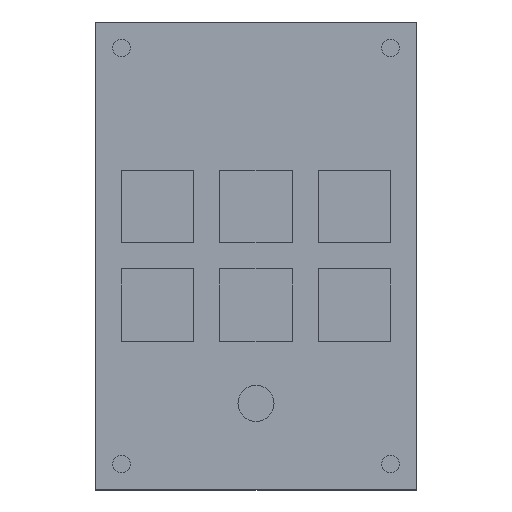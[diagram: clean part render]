
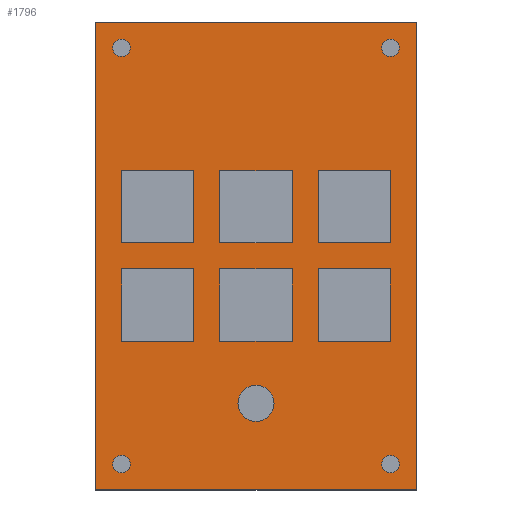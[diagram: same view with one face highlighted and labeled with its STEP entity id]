
A CAD part, top view. The second image highlights one B-rep face of the part: STEP entity #1796.
In plain terms, the highlighted planar face has unit normal (0, 0, 1).
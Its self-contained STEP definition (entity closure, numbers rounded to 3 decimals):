
#31=FACE_BOUND('',#305,.T.);
#32=FACE_BOUND('',#306,.T.);
#33=FACE_BOUND('',#307,.T.);
#34=FACE_BOUND('',#308,.T.);
#35=FACE_BOUND('',#309,.T.);
#36=FACE_BOUND('',#310,.T.);
#37=FACE_BOUND('',#311,.T.);
#38=FACE_BOUND('',#312,.T.);
#39=FACE_BOUND('',#313,.T.);
#40=FACE_BOUND('',#314,.T.);
#41=FACE_BOUND('',#315,.T.);
#106=CIRCLE('',#1929,3.5);
#108=CIRCLE('',#1932,1.7);
#110=CIRCLE('',#1939,1.7);
#112=CIRCLE('',#1950,1.7);
#114=CIRCLE('',#1953,1.7);
#207=FACE_OUTER_BOUND('',#304,.T.);
#304=EDGE_LOOP('',(#1567,#1568,#1569,#1570));
#305=EDGE_LOOP('',(#1571));
#306=EDGE_LOOP('',(#1572));
#307=EDGE_LOOP('',(#1573,#1574,#1575,#1576));
#308=EDGE_LOOP('',(#1577,#1578,#1579,#1580));
#309=EDGE_LOOP('',(#1581));
#310=EDGE_LOOP('',(#1582,#1583,#1584,#1585));
#311=EDGE_LOOP('',(#1586));
#312=EDGE_LOOP('',(#1587));
#313=EDGE_LOOP('',(#1588,#1589,#1590,#1591));
#314=EDGE_LOOP('',(#1592,#1593,#1594,#1595));
#315=EDGE_LOOP('',(#1596,#1597,#1598,#1599));
#446=LINE('',#2752,#651);
#449=LINE('',#2758,#654);
#452=LINE('',#2764,#657);
#455=LINE('',#2768,#660);
#458=LINE('',#2776,#663);
#461=LINE('',#2782,#666);
#464=LINE('',#2788,#669);
#467=LINE('',#2792,#672);
#470=LINE('',#2800,#675);
#473=LINE('',#2806,#678);
#476=LINE('',#2812,#681);
#479=LINE('',#2816,#684);
#484=LINE('',#2836,#689);
#487=LINE('',#2842,#692);
#490=LINE('',#2848,#695);
#493=LINE('',#2852,#698);
#497=LINE('',#2866,#702);
#500=LINE('',#2872,#705);
#503=LINE('',#2878,#708);
#506=LINE('',#2882,#711);
#509=LINE('',#2890,#714);
#512=LINE('',#2896,#717);
#515=LINE('',#2902,#720);
#518=LINE('',#2906,#723);
#523=LINE('',#2926,#728);
#526=LINE('',#2932,#731);
#529=LINE('',#2938,#734);
#532=LINE('',#2942,#737);
#651=VECTOR('',#2269,10.);
#654=VECTOR('',#2274,10.);
#657=VECTOR('',#2279,10.);
#660=VECTOR('',#2284,10.);
#663=VECTOR('',#2289,10.);
#666=VECTOR('',#2294,10.);
#669=VECTOR('',#2299,10.);
#672=VECTOR('',#2304,10.);
#675=VECTOR('',#2309,10.);
#678=VECTOR('',#2314,10.);
#681=VECTOR('',#2319,10.);
#684=VECTOR('',#2324,10.);
#689=VECTOR('',#2343,10.);
#692=VECTOR('',#2348,10.);
#695=VECTOR('',#2353,10.);
#698=VECTOR('',#2358,10.);
#702=VECTOR('',#2370,10.);
#705=VECTOR('',#2375,10.);
#708=VECTOR('',#2380,10.);
#711=VECTOR('',#2385,10.);
#714=VECTOR('',#2390,10.);
#717=VECTOR('',#2395,10.);
#720=VECTOR('',#2400,10.);
#723=VECTOR('',#2405,10.);
#728=VECTOR('',#2424,10.);
#731=VECTOR('',#2429,10.);
#734=VECTOR('',#2434,10.);
#737=VECTOR('',#2439,10.);
#828=VERTEX_POINT('',#2749);
#829=VERTEX_POINT('',#2751);
#831=VERTEX_POINT('',#2757);
#833=VERTEX_POINT('',#2763);
#836=VERTEX_POINT('',#2773);
#837=VERTEX_POINT('',#2775);
#839=VERTEX_POINT('',#2781);
#841=VERTEX_POINT('',#2787);
#844=VERTEX_POINT('',#2797);
#845=VERTEX_POINT('',#2799);
#847=VERTEX_POINT('',#2805);
#849=VERTEX_POINT('',#2811);
#850=VERTEX_POINT('',#2818);
#852=VERTEX_POINT('',#2824);
#856=VERTEX_POINT('',#2833);
#857=VERTEX_POINT('',#2835);
#859=VERTEX_POINT('',#2841);
#861=VERTEX_POINT('',#2847);
#862=VERTEX_POINT('',#2854);
#866=VERTEX_POINT('',#2863);
#867=VERTEX_POINT('',#2865);
#869=VERTEX_POINT('',#2871);
#871=VERTEX_POINT('',#2877);
#874=VERTEX_POINT('',#2887);
#875=VERTEX_POINT('',#2889);
#877=VERTEX_POINT('',#2895);
#879=VERTEX_POINT('',#2901);
#880=VERTEX_POINT('',#2908);
#882=VERTEX_POINT('',#2914);
#886=VERTEX_POINT('',#2923);
#887=VERTEX_POINT('',#2925);
#889=VERTEX_POINT('',#2931);
#891=VERTEX_POINT('',#2937);
#1042=EDGE_CURVE('',#829,#828,#446,.T.);
#1045=EDGE_CURVE('',#831,#829,#449,.T.);
#1048=EDGE_CURVE('',#833,#831,#452,.T.);
#1051=EDGE_CURVE('',#828,#833,#455,.T.);
#1054=EDGE_CURVE('',#837,#836,#458,.T.);
#1057=EDGE_CURVE('',#839,#837,#461,.T.);
#1060=EDGE_CURVE('',#841,#839,#464,.T.);
#1063=EDGE_CURVE('',#836,#841,#467,.T.);
#1066=EDGE_CURVE('',#845,#844,#470,.T.);
#1069=EDGE_CURVE('',#847,#845,#473,.T.);
#1072=EDGE_CURVE('',#849,#847,#476,.T.);
#1075=EDGE_CURVE('',#844,#849,#479,.T.);
#1076=EDGE_CURVE('',#850,#850,#106,.T.);
#1079=EDGE_CURVE('',#852,#852,#108,.T.);
#1084=EDGE_CURVE('',#857,#856,#484,.T.);
#1087=EDGE_CURVE('',#859,#857,#487,.T.);
#1090=EDGE_CURVE('',#861,#859,#490,.T.);
#1093=EDGE_CURVE('',#856,#861,#493,.T.);
#1094=EDGE_CURVE('',#862,#862,#110,.T.);
#1099=EDGE_CURVE('',#867,#866,#497,.T.);
#1102=EDGE_CURVE('',#869,#867,#500,.T.);
#1105=EDGE_CURVE('',#871,#869,#503,.T.);
#1108=EDGE_CURVE('',#866,#871,#506,.T.);
#1111=EDGE_CURVE('',#875,#874,#509,.T.);
#1114=EDGE_CURVE('',#877,#875,#512,.T.);
#1117=EDGE_CURVE('',#879,#877,#515,.T.);
#1120=EDGE_CURVE('',#874,#879,#518,.T.);
#1121=EDGE_CURVE('',#880,#880,#112,.T.);
#1124=EDGE_CURVE('',#882,#882,#114,.T.);
#1129=EDGE_CURVE('',#887,#886,#523,.T.);
#1132=EDGE_CURVE('',#889,#887,#526,.T.);
#1135=EDGE_CURVE('',#891,#889,#529,.T.);
#1138=EDGE_CURVE('',#886,#891,#532,.T.);
#1567=ORIENTED_EDGE('',*,*,#1138,.T.);
#1568=ORIENTED_EDGE('',*,*,#1135,.T.);
#1569=ORIENTED_EDGE('',*,*,#1132,.T.);
#1570=ORIENTED_EDGE('',*,*,#1129,.T.);
#1571=ORIENTED_EDGE('',*,*,#1124,.T.);
#1572=ORIENTED_EDGE('',*,*,#1121,.T.);
#1573=ORIENTED_EDGE('',*,*,#1120,.T.);
#1574=ORIENTED_EDGE('',*,*,#1117,.T.);
#1575=ORIENTED_EDGE('',*,*,#1114,.T.);
#1576=ORIENTED_EDGE('',*,*,#1111,.T.);
#1577=ORIENTED_EDGE('',*,*,#1108,.T.);
#1578=ORIENTED_EDGE('',*,*,#1105,.T.);
#1579=ORIENTED_EDGE('',*,*,#1102,.T.);
#1580=ORIENTED_EDGE('',*,*,#1099,.T.);
#1581=ORIENTED_EDGE('',*,*,#1094,.T.);
#1582=ORIENTED_EDGE('',*,*,#1093,.T.);
#1583=ORIENTED_EDGE('',*,*,#1090,.T.);
#1584=ORIENTED_EDGE('',*,*,#1087,.T.);
#1585=ORIENTED_EDGE('',*,*,#1084,.T.);
#1586=ORIENTED_EDGE('',*,*,#1079,.T.);
#1587=ORIENTED_EDGE('',*,*,#1076,.T.);
#1588=ORIENTED_EDGE('',*,*,#1075,.T.);
#1589=ORIENTED_EDGE('',*,*,#1072,.T.);
#1590=ORIENTED_EDGE('',*,*,#1069,.T.);
#1591=ORIENTED_EDGE('',*,*,#1066,.T.);
#1592=ORIENTED_EDGE('',*,*,#1063,.T.);
#1593=ORIENTED_EDGE('',*,*,#1060,.T.);
#1594=ORIENTED_EDGE('',*,*,#1057,.T.);
#1595=ORIENTED_EDGE('',*,*,#1054,.T.);
#1596=ORIENTED_EDGE('',*,*,#1051,.T.);
#1597=ORIENTED_EDGE('',*,*,#1048,.T.);
#1598=ORIENTED_EDGE('',*,*,#1045,.T.);
#1599=ORIENTED_EDGE('',*,*,#1042,.T.);
#1703=PLANE('',#1959);
#1796=ADVANCED_FACE('',(#207,#31,#32,#33,#34,#35,#36,#37,#38,#39,#40,#41),
#1703,.T.);
#1929=AXIS2_PLACEMENT_3D('',#2819,#2327,#2328);
#1932=AXIS2_PLACEMENT_3D('',#2825,#2334,#2335);
#1939=AXIS2_PLACEMENT_3D('',#2855,#2361,#2362);
#1950=AXIS2_PLACEMENT_3D('',#2909,#2408,#2409);
#1953=AXIS2_PLACEMENT_3D('',#2915,#2415,#2416);
#1959=AXIS2_PLACEMENT_3D('',#2943,#2440,#2441);
#2269=DIRECTION('',(1.,0.,0.));
#2274=DIRECTION('',(0.,1.,0.));
#2279=DIRECTION('',(-1.,0.,0.));
#2284=DIRECTION('',(0.,-1.,0.));
#2289=DIRECTION('',(1.,0.,0.));
#2294=DIRECTION('',(0.,1.,0.));
#2299=DIRECTION('',(-1.,0.,0.));
#2304=DIRECTION('',(0.,-1.,0.));
#2309=DIRECTION('',(1.,0.,0.));
#2314=DIRECTION('',(0.,1.,0.));
#2319=DIRECTION('',(-1.,0.,0.));
#2324=DIRECTION('',(0.,-1.,0.));
#2327=DIRECTION('center_axis',(0.,0.,-1.));
#2328=DIRECTION('ref_axis',(1.,0.,0.));
#2334=DIRECTION('center_axis',(0.,0.,-1.));
#2335=DIRECTION('ref_axis',(1.,0.,0.));
#2343=DIRECTION('',(1.,0.,0.));
#2348=DIRECTION('',(0.,1.,0.));
#2353=DIRECTION('',(-1.,0.,0.));
#2358=DIRECTION('',(0.,-1.,0.));
#2361=DIRECTION('center_axis',(0.,0.,-1.));
#2362=DIRECTION('ref_axis',(1.,0.,0.));
#2370=DIRECTION('',(1.,0.,0.));
#2375=DIRECTION('',(0.,1.,0.));
#2380=DIRECTION('',(-1.,0.,0.));
#2385=DIRECTION('',(0.,-1.,0.));
#2390=DIRECTION('',(1.,0.,0.));
#2395=DIRECTION('',(0.,1.,0.));
#2400=DIRECTION('',(-1.,0.,0.));
#2405=DIRECTION('',(0.,-1.,0.));
#2408=DIRECTION('center_axis',(0.,0.,-1.));
#2409=DIRECTION('ref_axis',(1.,0.,0.));
#2415=DIRECTION('center_axis',(0.,0.,-1.));
#2416=DIRECTION('ref_axis',(1.,0.,0.));
#2424=DIRECTION('',(-1.,0.,0.));
#2429=DIRECTION('',(0.,1.,0.));
#2434=DIRECTION('',(1.,0.,0.));
#2439=DIRECTION('',(0.,-1.,0.));
#2440=DIRECTION('center_axis',(0.,0.,1.));
#2441=DIRECTION('ref_axis',(1.,0.,0.));
#2749=CARTESIAN_POINT('',(7.,16.525,1.5));
#2751=CARTESIAN_POINT('',(-7.,16.525,1.5));
#2752=CARTESIAN_POINT('',(7.,16.525,1.5));
#2757=CARTESIAN_POINT('',(-7.,2.525,1.5));
#2758=CARTESIAN_POINT('',(-7.,16.525,1.5));
#2763=CARTESIAN_POINT('',(7.,2.525,1.5));
#2764=CARTESIAN_POINT('',(-7.,2.525,1.5));
#2768=CARTESIAN_POINT('',(7.,2.525,1.5));
#2773=CARTESIAN_POINT('',(26.05,-2.525,1.5));
#2775=CARTESIAN_POINT('',(12.05,-2.525,1.5));
#2776=CARTESIAN_POINT('',(26.05,-2.525,1.5));
#2781=CARTESIAN_POINT('',(12.05,-16.525,1.5));
#2782=CARTESIAN_POINT('',(12.05,-2.525,1.5));
#2787=CARTESIAN_POINT('',(26.05,-16.525,1.5));
#2788=CARTESIAN_POINT('',(12.05,-16.525,1.5));
#2792=CARTESIAN_POINT('',(26.05,-16.525,1.5));
#2797=CARTESIAN_POINT('',(-12.05,-2.525,1.5));
#2799=CARTESIAN_POINT('',(-26.05,-2.525,1.5));
#2800=CARTESIAN_POINT('',(-12.05,-2.525,1.5));
#2805=CARTESIAN_POINT('',(-26.05,-16.525,1.5));
#2806=CARTESIAN_POINT('',(-26.05,-2.525,1.5));
#2811=CARTESIAN_POINT('',(-12.05,-16.525,1.5));
#2812=CARTESIAN_POINT('',(-26.05,-16.525,1.5));
#2816=CARTESIAN_POINT('',(-12.05,-16.525,1.5));
#2818=CARTESIAN_POINT('',(-3.5,-28.575,1.5));
#2819=CARTESIAN_POINT('Origin',(0.,-28.575,1.5));
#2824=CARTESIAN_POINT('',(24.375,40.363,1.5));
#2825=CARTESIAN_POINT('Origin',(26.075,40.363,1.5));
#2833=CARTESIAN_POINT('',(7.,-2.525,1.5));
#2835=CARTESIAN_POINT('',(-7.,-2.525,1.5));
#2836=CARTESIAN_POINT('',(7.,-2.525,1.5));
#2841=CARTESIAN_POINT('',(-7.,-16.525,1.5));
#2842=CARTESIAN_POINT('',(-7.,-2.525,1.5));
#2847=CARTESIAN_POINT('',(7.,-16.525,1.5));
#2848=CARTESIAN_POINT('',(-7.,-16.525,1.5));
#2852=CARTESIAN_POINT('',(7.,-16.525,1.5));
#2854=CARTESIAN_POINT('',(24.375,-40.363,1.5));
#2855=CARTESIAN_POINT('Origin',(26.075,-40.363,1.5));
#2863=CARTESIAN_POINT('',(26.05,16.525,1.5));
#2865=CARTESIAN_POINT('',(12.05,16.525,1.5));
#2866=CARTESIAN_POINT('',(26.05,16.525,1.5));
#2871=CARTESIAN_POINT('',(12.05,2.525,1.5));
#2872=CARTESIAN_POINT('',(12.05,16.525,1.5));
#2877=CARTESIAN_POINT('',(26.05,2.525,1.5));
#2878=CARTESIAN_POINT('',(12.05,2.525,1.5));
#2882=CARTESIAN_POINT('',(26.05,2.525,1.5));
#2887=CARTESIAN_POINT('',(-12.05,16.525,1.5));
#2889=CARTESIAN_POINT('',(-26.05,16.525,1.5));
#2890=CARTESIAN_POINT('',(-12.05,16.525,1.5));
#2895=CARTESIAN_POINT('',(-26.05,2.525,1.5));
#2896=CARTESIAN_POINT('',(-26.05,16.525,1.5));
#2901=CARTESIAN_POINT('',(-12.05,2.525,1.5));
#2902=CARTESIAN_POINT('',(-26.05,2.525,1.5));
#2906=CARTESIAN_POINT('',(-12.05,2.525,1.5));
#2908=CARTESIAN_POINT('',(-27.775,40.363,1.5));
#2909=CARTESIAN_POINT('Origin',(-26.075,40.363,1.5));
#2914=CARTESIAN_POINT('',(-27.775,-40.363,1.5));
#2915=CARTESIAN_POINT('Origin',(-26.075,-40.363,1.5));
#2923=CARTESIAN_POINT('',(-31.075,45.363,1.5));
#2925=CARTESIAN_POINT('',(31.075,45.363,1.5));
#2926=CARTESIAN_POINT('',(31.075,45.363,1.5));
#2931=CARTESIAN_POINT('',(31.075,-45.363,1.5));
#2932=CARTESIAN_POINT('',(31.075,-45.363,1.5));
#2937=CARTESIAN_POINT('',(-31.075,-45.363,1.5));
#2938=CARTESIAN_POINT('',(-31.075,-45.363,1.5));
#2942=CARTESIAN_POINT('',(-31.075,45.363,1.5));
#2943=CARTESIAN_POINT('Origin',(0.,0.,1.5));
